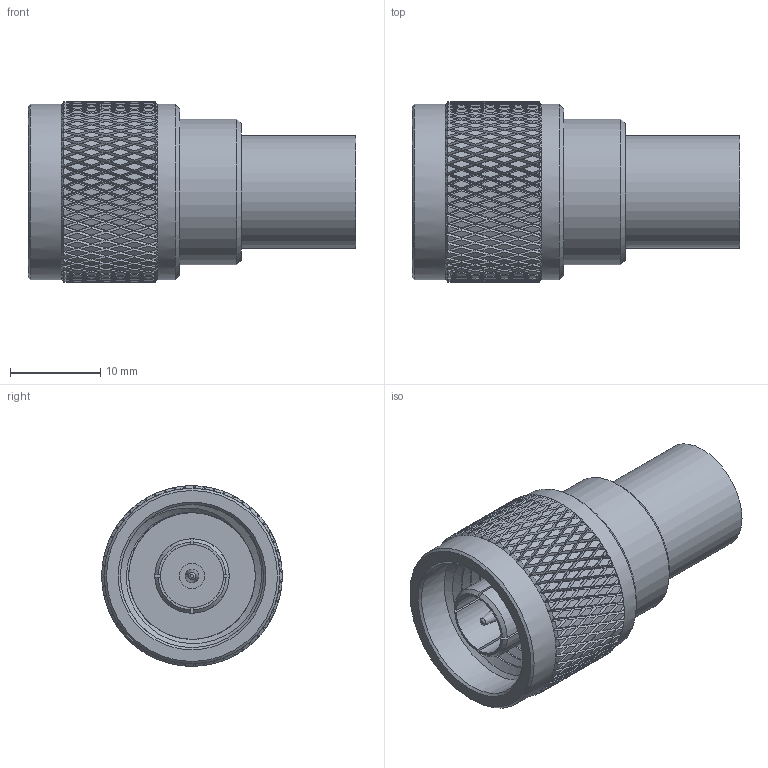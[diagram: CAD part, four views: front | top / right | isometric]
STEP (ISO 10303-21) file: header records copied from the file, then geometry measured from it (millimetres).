
FILE_DESCRIPTION (( 'STEP AP203' ), '1' );
FILE_NAME ('M39012-01-0501_3D.step', '2022-09-16T14:59:01', ( '' ), ( '' ), 'SwSTEP 2.0', 'SolidWorks 2021', '' );
FILE_SCHEMA (( 'CONFIG_CONTROL_DESIGN' ));
Products named in the file (1): M39012-01-0501_3D
Bounding box: 36.32 x 20 x 20 mm (x, y, z)
Volume: 5344.1 mm3; surface area: 4776.2 mm2
Topology: 2 solids, 2 shells, 2479 faces, 5032 edges, 2564 vertices
Faces by surface type: bspline 1764, cylinder 457, cone 231, plane 27
Full cylindrical faces by diameter (mm): 1.524 x1, 2.794 x1, 6.985 x1, 7.5 x1, 8.255 x1, 9.5 x1, 11.303 x1, 12.497 x1, 15.875 x5, 16.127 x1, 19.461 x2
Entity records: 88788 total; most frequent: CARTESIAN_POINT 56919, ORIENTED_EDGE 9988, EDGE_CURVE 4994, VERTEX_POINT 2550, EDGE_LOOP 2502, FACE_OUTER_BOUND 2487, ADVANCED_FACE 2474, DIRECTION 2320
